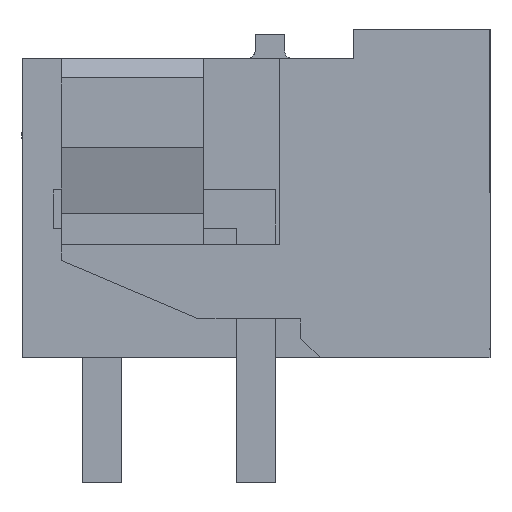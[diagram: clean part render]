
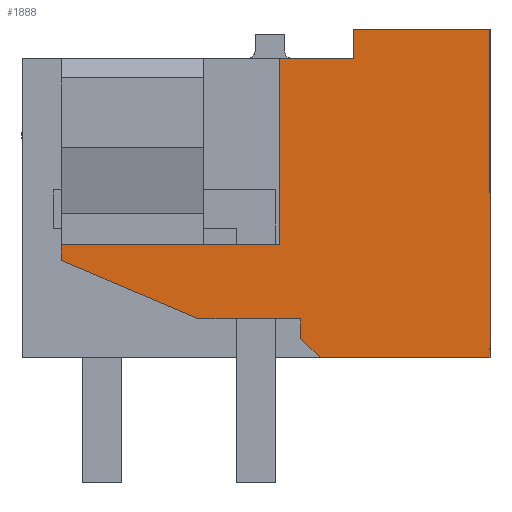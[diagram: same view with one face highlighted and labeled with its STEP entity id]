
A CAD part, left-side view. The second image highlights one B-rep face of the part: STEP entity #1888.
In plain terms, the highlighted planar face has unit normal (-1, 0, 0).
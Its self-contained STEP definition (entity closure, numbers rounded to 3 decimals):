
#1848=AXIS2_PLACEMENT_3D('Plane Axis2P3D',#1845,#1846,#1847) ;
#254=CARTESIAN_POINT('Vertex',(0.,0.,3.2)) ;
#259=CARTESIAN_POINT('Line Origine',(0.,2.177,3.2)) ;
#263=CARTESIAN_POINT('Vertex',(0.,4.354,3.2)) ;
#408=CARTESIAN_POINT('Vertex',(0.,5.4,10.88)) ;
#411=CARTESIAN_POINT('Line Origine',(0.,4.45,10.88)) ;
#415=CARTESIAN_POINT('Vertex',(0.,3.5,10.88)) ;
#994=CARTESIAN_POINT('Line Origine',(0.,11.,5.905)) ;
#998=CARTESIAN_POINT('Vertex',(0.,11.,6.11)) ;
#1000=CARTESIAN_POINT('Vertex',(0.,11.,5.701)) ;
#1102=CARTESIAN_POINT('Vertex',(0.,7.465,4.203)) ;
#1105=CARTESIAN_POINT('Line Origine',(0.,9.232,4.952)) ;
#1126=CARTESIAN_POINT('Vertex',(0.,4.854,4.203)) ;
#1129=CARTESIAN_POINT('Line Origine',(0.,6.159,4.203)) ;
#1184=CARTESIAN_POINT('Vertex',(0.,4.854,3.7)) ;
#1187=CARTESIAN_POINT('Line Origine',(0.,4.854,3.951)) ;
#1204=CARTESIAN_POINT('Line Origine',(0.,4.604,3.45)) ;
#1227=CARTESIAN_POINT('Vertex',(0.,0.,11.63)) ;
#1230=CARTESIAN_POINT('Line Origine',(0.,0.,7.415)) ;
#1845=CARTESIAN_POINT('Axis2P3D Location',(0.,12.,1.7)) ;
#1850=CARTESIAN_POINT('Line Origine',(0.,1.75,11.63)) ;
#1854=CARTESIAN_POINT('Vertex',(0.,3.5,11.63)) ;
#1857=CARTESIAN_POINT('Line Origine',(0.,3.5,11.255)) ;
#1862=CARTESIAN_POINT('Line Origine',(0.,5.4,8.495)) ;
#1866=CARTESIAN_POINT('Vertex',(0.,5.4,6.11)) ;
#1869=CARTESIAN_POINT('Line Origine',(0.,8.2,6.11)) ;
#260=DIRECTION('Vector Direction',(0.,1.,0.)) ;
#412=DIRECTION('Vector Direction',(0.,1.,0.)) ;
#995=DIRECTION('Vector Direction',(0.,0.,1.)) ;
#1106=DIRECTION('Vector Direction',(0.,0.921,0.39)) ;
#1130=DIRECTION('Vector Direction',(0.,-1.,0.)) ;
#1188=DIRECTION('Vector Direction',(0.,0.,-1.)) ;
#1205=DIRECTION('Vector Direction',(0.,0.707,0.707)) ;
#1231=DIRECTION('Vector Direction',(0.,0.,-1.)) ;
#1846=DIRECTION('Axis2P3D Direction',(-1.,0.,0.)) ;
#1847=DIRECTION('Axis2P3D XDirection',(0.,-1.,0.)) ;
#1851=DIRECTION('Vector Direction',(0.,1.,0.)) ;
#1858=DIRECTION('Vector Direction',(0.,0.,1.)) ;
#1863=DIRECTION('Vector Direction',(0.,0.,-1.)) ;
#1870=DIRECTION('Vector Direction',(0.,1.,0.)) ;
#261=VECTOR('Line Direction',#260,1.) ;
#413=VECTOR('Line Direction',#412,1.) ;
#996=VECTOR('Line Direction',#995,1.) ;
#1107=VECTOR('Line Direction',#1106,1.) ;
#1131=VECTOR('Line Direction',#1130,1.) ;
#1189=VECTOR('Line Direction',#1188,1.) ;
#1206=VECTOR('Line Direction',#1205,1.) ;
#1232=VECTOR('Line Direction',#1231,1.) ;
#1852=VECTOR('Line Direction',#1851,1.) ;
#1859=VECTOR('Line Direction',#1858,1.) ;
#1864=VECTOR('Line Direction',#1863,1.) ;
#1871=VECTOR('Line Direction',#1870,1.) ;
#1875=ORIENTED_EDGE('',*,*,#1856,.T.) ;
#1876=ORIENTED_EDGE('',*,*,#1861,.T.) ;
#1877=ORIENTED_EDGE('',*,*,#417,.T.) ;
#1878=ORIENTED_EDGE('',*,*,#1868,.T.) ;
#1879=ORIENTED_EDGE('',*,*,#1873,.T.) ;
#1880=ORIENTED_EDGE('',*,*,#1002,.T.) ;
#1881=ORIENTED_EDGE('',*,*,#1109,.T.) ;
#1882=ORIENTED_EDGE('',*,*,#1133,.T.) ;
#1883=ORIENTED_EDGE('',*,*,#1191,.T.) ;
#1884=ORIENTED_EDGE('',*,*,#1208,.T.) ;
#1885=ORIENTED_EDGE('',*,*,#265,.T.) ;
#1886=ORIENTED_EDGE('',*,*,#1234,.T.) ;
#1888=ADVANCED_FACE('HOUSING',(#1887),#1849,.T.) ;
#265=EDGE_CURVE('',#264,#255,#262,.F.) ;
#417=EDGE_CURVE('',#416,#409,#414,.T.) ;
#1002=EDGE_CURVE('',#999,#1001,#997,.F.) ;
#1109=EDGE_CURVE('',#1001,#1103,#1108,.F.) ;
#1133=EDGE_CURVE('',#1103,#1127,#1132,.T.) ;
#1191=EDGE_CURVE('',#1127,#1185,#1190,.T.) ;
#1208=EDGE_CURVE('',#1185,#264,#1207,.F.) ;
#1234=EDGE_CURVE('',#255,#1228,#1233,.F.) ;
#1856=EDGE_CURVE('',#1228,#1855,#1853,.T.) ;
#1861=EDGE_CURVE('',#1855,#416,#1860,.F.) ;
#1868=EDGE_CURVE('',#409,#1867,#1865,.T.) ;
#1873=EDGE_CURVE('',#1867,#999,#1872,.T.) ;
#1874=EDGE_LOOP('',(#1875,#1876,#1877,#1878,#1879,#1880,#1881,#1882,#1883,#1884,#1885,#1886)) ;
#1887=FACE_OUTER_BOUND('',#1874,.T.) ;
#262=LINE('Line',#259,#261) ;
#414=LINE('Line',#411,#413) ;
#997=LINE('Line',#994,#996) ;
#1108=LINE('Line',#1105,#1107) ;
#1132=LINE('Line',#1129,#1131) ;
#1190=LINE('Line',#1187,#1189) ;
#1207=LINE('Line',#1204,#1206) ;
#1233=LINE('Line',#1230,#1232) ;
#1853=LINE('Line',#1850,#1852) ;
#1860=LINE('Line',#1857,#1859) ;
#1865=LINE('Line',#1862,#1864) ;
#1872=LINE('Line',#1869,#1871) ;
#1849=PLANE('',#1848) ;
#255=VERTEX_POINT('',#254) ;
#264=VERTEX_POINT('',#263) ;
#409=VERTEX_POINT('',#408) ;
#416=VERTEX_POINT('',#415) ;
#999=VERTEX_POINT('',#998) ;
#1001=VERTEX_POINT('',#1000) ;
#1103=VERTEX_POINT('',#1102) ;
#1127=VERTEX_POINT('',#1126) ;
#1185=VERTEX_POINT('',#1184) ;
#1228=VERTEX_POINT('',#1227) ;
#1855=VERTEX_POINT('',#1854) ;
#1867=VERTEX_POINT('',#1866) ;
